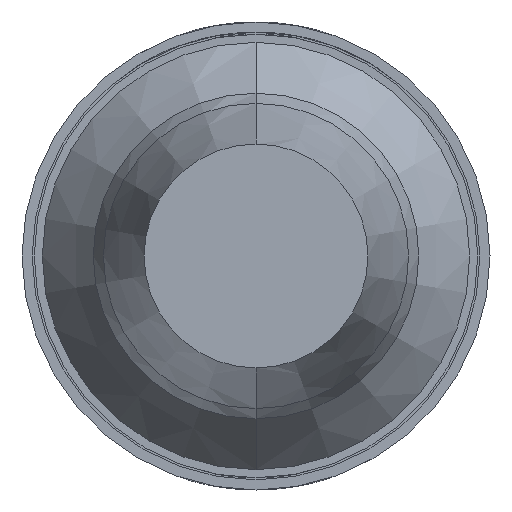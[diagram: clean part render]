
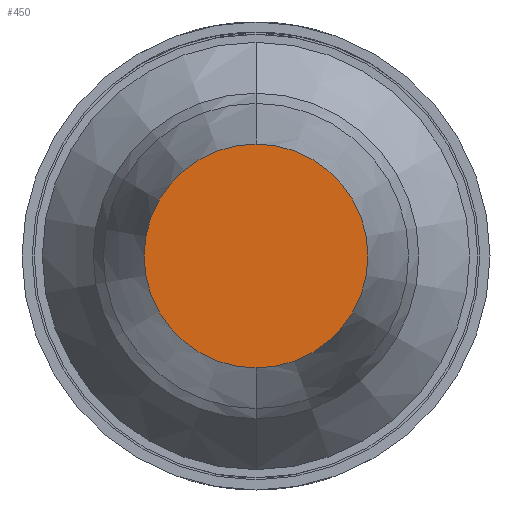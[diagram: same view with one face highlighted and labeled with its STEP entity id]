
A CAD part, front view. The second image highlights one B-rep face of the part: STEP entity #450.
In plain terms, the highlighted planar face has unit normal (0, -1, 0).
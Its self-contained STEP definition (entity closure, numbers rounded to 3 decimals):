
#162 = DIRECTION ( 'NONE',  ( 0., 0., 1. ) ) ;
#229 = VERTEX_POINT ( 'NONE', #6303 ) ;
#317 = AXIS2_PLACEMENT_3D ( 'NONE', #4998, #4396, #162 ) ;
#450 = ADVANCED_FACE ( 'Defeature ausgef�hrt2_4', ( #5890 ), #5962, .F. ) ;
#520 = DIRECTION ( 'NONE',  ( 0., 1., 0. ) ) ;
#1074 = EDGE_LOOP ( 'NONE', ( #5826, #1486 ) ) ;
#1374 = CIRCLE ( 'NONE', #317, 0.55 ) ;
#1486 = ORIENTED_EDGE ( 'NONE', *, *, #2955, .F. ) ;
#1875 = CIRCLE ( 'NONE', #4177, 0.55 ) ;
#2410 = AXIS2_PLACEMENT_3D ( 'NONE', #2763, #3327, #3822 ) ;
#2697 = DIRECTION ( 'NONE',  ( 0., 0., 1. ) ) ;
#2763 = CARTESIAN_POINT ( 'NONE',  ( 0., -39.2, 0. ) ) ;
#2955 = EDGE_CURVE ( 'Defeature ausgef�hrt2_5+Defeature ausgef�hrt2_4+Defeature ausgef�hrt2_4+Defeature ausgef�hrt2_4', #4871, #229, #1374, .T. ) ;
#3327 = DIRECTION ( 'NONE',  ( 0., 1., 0. ) ) ;
#3727 = CARTESIAN_POINT ( 'NONE',  ( 0., -39.2, 0. ) ) ;
#3822 = DIRECTION ( 'NONE',  ( 0., 0., 1. ) ) ;
#4177 = AXIS2_PLACEMENT_3D ( 'NONE', #3727, #520, #2697 ) ;
#4396 = DIRECTION ( 'NONE',  ( 0., 1., 0. ) ) ;
#4871 = VERTEX_POINT ( 'NONE', #5024 ) ;
#4998 = CARTESIAN_POINT ( 'NONE',  ( 0., -39.2, 0. ) ) ;
#5024 = CARTESIAN_POINT ( 'NONE',  ( 0., -39.2, -0.55 ) ) ;
#5576 = EDGE_CURVE ( 'Defeature ausgef�hrt2_5+Defeature ausgef�hrt2_4+Defeature ausgef�hrt2_4+Defeature ausgef�hrt2_4', #229, #4871, #1875, .T. ) ;
#5826 = ORIENTED_EDGE ( 'NONE', *, *, #5576, .F. ) ;
#5890 = FACE_OUTER_BOUND ( 'NONE', #1074, .T. ) ;
#5962 = PLANE ( 'NONE',  #2410 ) ;
#6303 = CARTESIAN_POINT ( 'NONE',  ( 0., -39.2, 0.55 ) ) ;
